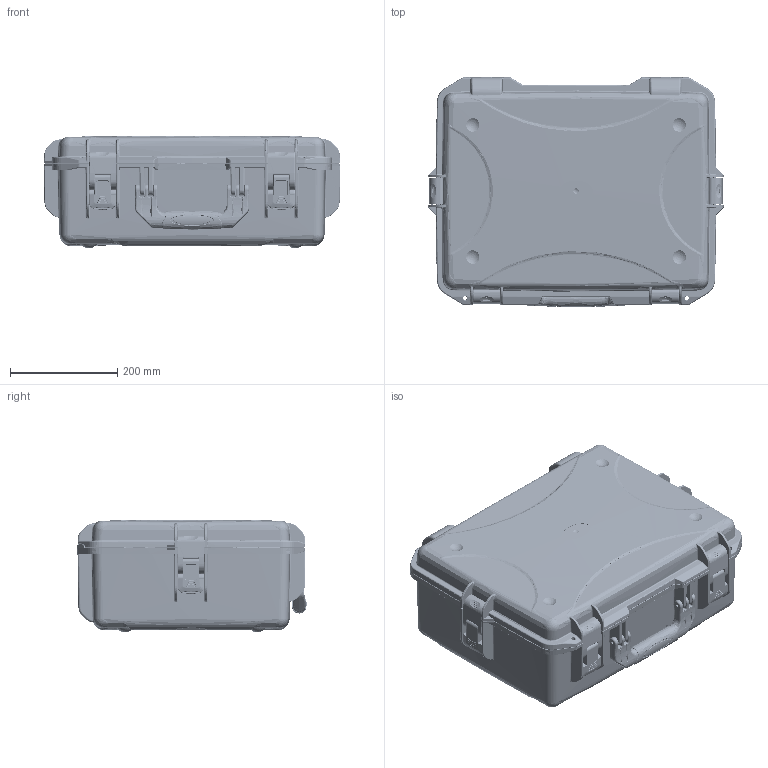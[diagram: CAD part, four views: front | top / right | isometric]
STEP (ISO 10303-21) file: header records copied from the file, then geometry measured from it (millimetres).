
FILE_DESCRIPTION (( 'STEP AP203' ), '1' );
FILE_NAME ('SIN-05542-20BK-6002A.STEP', '2023-07-10T14:20:16', ( 'admin' ), ( '' ), 'SwSTEP 2.0', 'SolidWorks 2022', '' );
FILE_SCHEMA (( 'CONFIG_CONTROL_DESIGN' ));
Length unit declared in the file: millimetre
Products named in the file (15): PRT0033.stp; CP_1ASM0003_ASM_6_ASM_ASM.stp; ASM0011_ASM_ASM.stp; ASM0015_ASM.stp; ASM0012_ASM_ASM.stp; PRT0030.stp; SIN-05542-20BK-6002A; PRT0032.stp; PRT0031.stp; PRT0021_1.stp; SIN-05542-20BK-6002A.stp; PRT0029.stp; PRT0034.stp; PRT0035.stp; 6002-CP_ASM_3_ASM_ASM.stp
Assembly tree (17 placements, depth 7):
  SIN-05542-20BK-6002A
    SIN-05542-20BK-6002A.stp
      ASM0015_ASM.stp
        6002-CP_ASM_3_ASM_ASM.stp
          CP_1ASM0003_ASM_6_ASM_ASM.stp
            PRT0029.stp
            PRT0030.stp
            PRT0031.stp
          ASM0011_ASM_ASM.stp  x4
            ASM0012_ASM_ASM.stp
              PRT0032.stp
              PRT0033.stp
            PRT0034.stp
            PRT0035.stp
            PRT0021_1.stp
Bounding box: 551.8 x 428.32 x 210.48 mm (x, y, z)
Volume: 82389.3 mm3; surface area: 2045241.5 mm2
Topology: 4 solids, 47 shells, 6503 faces, 17192 edges, 10579 vertices
Faces by surface type: cylinder 2258, bspline 1549, plane 1314, torus 888, cone 258, sphere 236
Entity records: 277248 total; most frequent: CARTESIAN_POINT 201668, ORIENTED_EDGE 19275, EDGE_CURVE 9696, DIRECTION 9526, B_SPLINE_CURVE_WITH_KNOTS 6797, VERTEX_POINT 6057, AXIS2_PLACEMENT_3D 4052, EDGE_LOOP 3763
